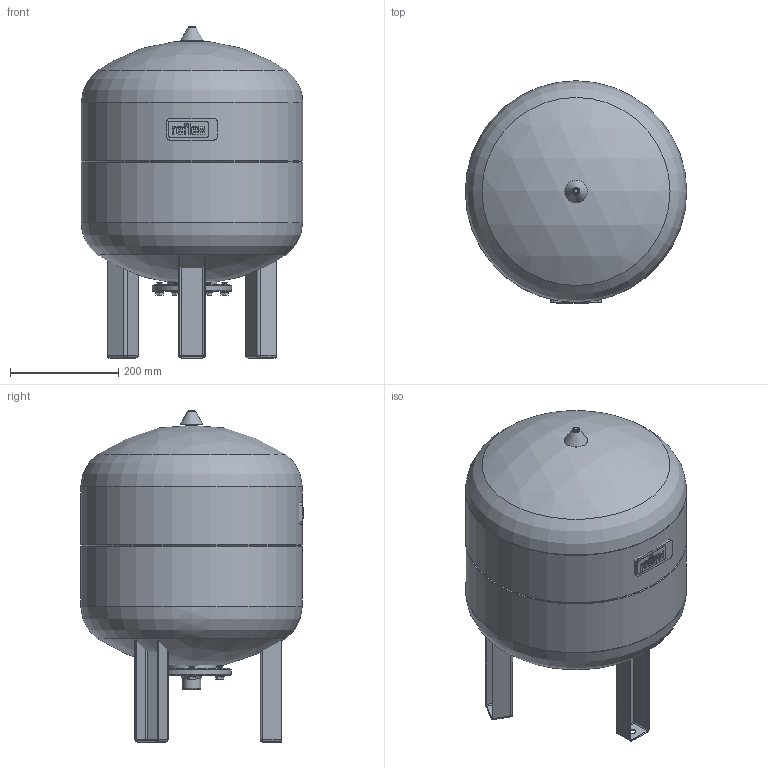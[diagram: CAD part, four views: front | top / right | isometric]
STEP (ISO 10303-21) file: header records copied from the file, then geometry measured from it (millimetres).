
FILE_DESCRIPTION(/* description */ (''),/* implementation_level */ '2;1');
FILE_NAME(/* name */ '3d_ReflexNGV50_6bar-8271050.stp',/* time_stamp */ '2024-02-12T11:05:41+01:00',/* author */ ('Andrzej'),/* organization */ (''),/* preprocessor_version */ 'ST-DEVELOPER v16.13',/* originating_system */ 'AutoCAD Mechanical',/* authorisation */ '');
FILE_SCHEMA (('AUTOMOTIVE_DESIGN { 1 0 10303 214 3 1 1 }'));
Length unit declared in the file: millimetre
Products named in the file (1): Product
Bounding box: 409 x 410.62 x 613 mm (x, y, z)
Volume: 49137180.2 mm3; surface area: 1453648.7 mm2
Topology: 17 solids, 17 shells, 490 faces, 1125 edges, 718 vertices
Faces by surface type: plane 240, cylinder 194, torus 31, sphere 14, cone 10, bspline 1
Full cylindrical faces by diameter (mm): 5 x4, 7 x2, 8 x12, 9 x12, 11 x6, 11.6 x6, 12.5 x2, 13.4 x3, 16 x6, 16.679 x1, 20 x1, 29.7 x1, 33.7 x1, 91.732 x1, 140 x1, 409 x4
Entity records: 13479 total; most frequent: CARTESIAN_POINT 2453, DIRECTION 2408, ORIENTED_EDGE 2008, EDGE_CURVE 1004, AXIS2_PLACEMENT_3D 927, VERTEX_POINT 701, EDGE_LOOP 669, LINE 554
